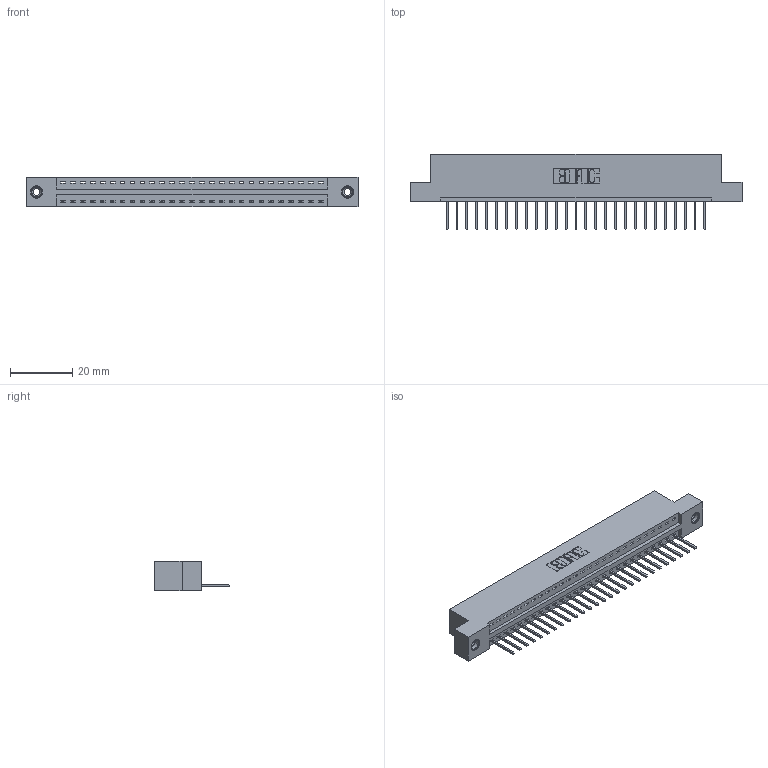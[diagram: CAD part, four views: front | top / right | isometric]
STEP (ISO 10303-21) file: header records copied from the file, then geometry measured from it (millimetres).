
FILE_DESCRIPTION (( 'STEP AP203' ), '1' );
FILE_NAME ('396-027-526-108.STEP', '2018-09-05T01:44:58', ( '' ), ( '' ), 'SwSTEP 2.0', 'SolidWorks 2016', '' );
FILE_SCHEMA (( 'CONFIG_CONTROL_DESIGN' ));
Length unit declared in the file: inch
Products named in the file (4): 346 Part_Flush Mounting Lugs - 0.156 Dia-TI; 345-292-001_345-293-126; 345-250-001_345-250-003-102; 396-027-526-108
Assembly tree (30 placements, depth 2):
  396-027-526-108
    346 Part_Flush Mounting Lugs - 0.156 Dia-TI
    345-292-001_345-293-126  x27
    345-250-001_345-250-003-102  x2
Bounding box: 106.3 x 24.13 x 9.4 mm (x, y, z)
Volume: 10043.8 mm3; surface area: 12387.1 mm2
Topology: 30 solids, 30 shells, 1748 faces, 5217 edges, 3434 vertices
Faces by surface type: plane 1188, cylinder 544, cone 12, torus 4
Entity records: 19980 total; most frequent: CARTESIAN_POINT 3412, ORIENTED_EDGE 3366, DIRECTION 3055, EDGE_CURVE 1683, LINE 1423, VECTOR 1423, VERTEX_POINT 1116, AXIS2_PLACEMENT_3D 816
